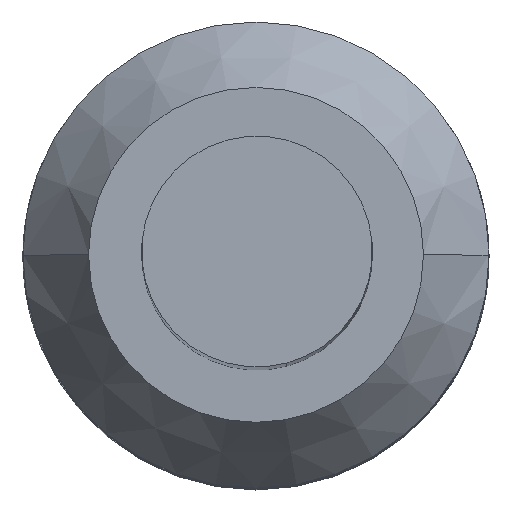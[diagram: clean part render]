
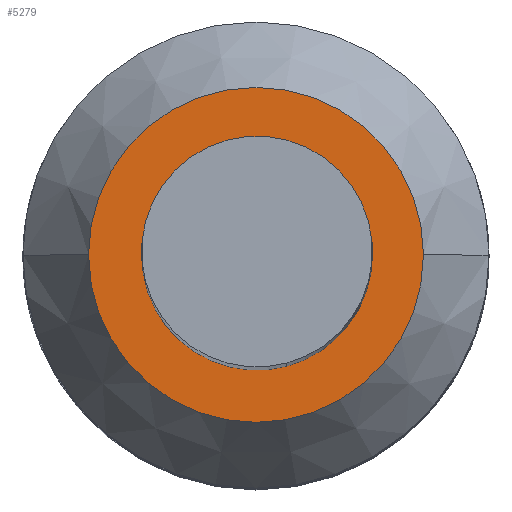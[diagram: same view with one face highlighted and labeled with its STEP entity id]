
A CAD part, top view. The second image highlights one B-rep face of the part: STEP entity #5279.
In plain terms, the highlighted planar face has unit normal (0, 0, 1).
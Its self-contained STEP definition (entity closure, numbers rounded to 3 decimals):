
#70=AXIS2_PLACEMENT_3D('Circle Axis2P3D',#68,#69,$) ;
#109=AXIS2_PLACEMENT_3D('Circle Axis2P3D',#107,#108,$) ;
#136=AXIS2_PLACEMENT_3D('Circle Axis2P3D',#134,#135,$) ;
#162=AXIS2_PLACEMENT_3D('Circle Axis2P3D',#160,#161,$) ;
#5267=AXIS2_PLACEMENT_3D('Plane Axis2P3D',#5264,#5265,#5266) ;
#65=CARTESIAN_POINT('Vertex',(5.832,2.691,33.7)) ;
#68=CARTESIAN_POINT('Axis2P3D Location',(5.172,5.154,33.7)) ;
#72=CARTESIAN_POINT('Vertex',(7.722,5.154,33.7)) ;
#76=CARTESIAN_POINT('Control Point',(7.722,5.154,33.7)) ;
#77=CARTESIAN_POINT('Control Point',(7.722,6.089,33.7)) ;
#78=CARTESIAN_POINT('Control Point',(7.296,7.025,33.7)) ;
#79=CARTESIAN_POINT('Control Point',(6.43,7.69,33.7)) ;
#80=CARTESIAN_POINT('Control Point',(5.415,7.859,33.7)) ;
#81=CARTESIAN_POINT('Control Point',(4.512,7.617,33.7)) ;
#82=CARTESIAN_POINT('Vertex',(4.512,7.617,33.7)) ;
#99=CARTESIAN_POINT('Control Point',(4.512,7.617,33.7)) ;
#100=CARTESIAN_POINT('Control Point',(3.706,7.401,33.7)) ;
#101=CARTESIAN_POINT('Control Point',(2.99,6.829,33.7)) ;
#102=CARTESIAN_POINT('Control Point',(2.622,5.988,33.7)) ;
#103=CARTESIAN_POINT('Control Point',(2.622,5.154,33.7)) ;
#104=CARTESIAN_POINT('Vertex',(2.622,5.154,33.7)) ;
#107=CARTESIAN_POINT('Axis2P3D Location',(5.172,5.154,33.7)) ;
#129=CARTESIAN_POINT('Vertex',(8.85,5.15,33.7)) ;
#134=CARTESIAN_POINT('Axis2P3D Location',(5.15,5.15,33.7)) ;
#138=CARTESIAN_POINT('Vertex',(1.45,5.15,33.7)) ;
#160=CARTESIAN_POINT('Axis2P3D Location',(5.15,5.15,33.7)) ;
#5264=CARTESIAN_POINT('Axis2P3D Location',(5.15,1.45,33.7)) ;
#69=DIRECTION('Axis2P3D Direction',(-0.,0.,1.)) ;
#108=DIRECTION('Axis2P3D Direction',(-0.,0.,1.)) ;
#135=DIRECTION('Axis2P3D Direction',(0.,0.,-1.)) ;
#161=DIRECTION('Axis2P3D Direction',(0.,0.,-1.)) ;
#5265=DIRECTION('Axis2P3D Direction',(0.,0.,1.)) ;
#5266=DIRECTION('Axis2P3D XDirection',(1.,0.,0.)) ;
#5270=ORIENTED_EDGE('',*,*,#140,.F.) ;
#5271=ORIENTED_EDGE('',*,*,#164,.F.) ;
#5274=ORIENTED_EDGE('',*,*,#74,.F.) ;
#5275=ORIENTED_EDGE('',*,*,#111,.F.) ;
#5276=ORIENTED_EDGE('',*,*,#106,.F.) ;
#5277=ORIENTED_EDGE('',*,*,#84,.F.) ;
#5278=FACE_BOUND('',#5273,.T.) ;
#5279=ADVANCED_FACE('Hauptk\X2\00F6\X0\rper',(#5272,#5278),#5268,.T.) ;
#75=B_SPLINE_CURVE_WITH_KNOTS('',5,(#76,#77,#78,#79,#80,#81),.UNSPECIFIED.,.F.,.U.,(6,6),(-2.337,2.337),.UNSPECIFIED.) ;
#98=B_SPLINE_CURVE_WITH_KNOTS('',4,(#99,#100,#101,#102,#103),.UNSPECIFIED.,.F.,.U.,(5,5),(-1.669,1.669),.UNSPECIFIED.) ;
#71=CIRCLE('generated circle',#70,2.55) ;
#110=CIRCLE('generated circle',#109,2.55) ;
#137=CIRCLE('generated circle',#136,3.7) ;
#163=CIRCLE('generated circle',#162,3.7) ;
#74=EDGE_CURVE('',#66,#73,#71,.T.) ;
#84=EDGE_CURVE('',#73,#83,#75,.T.) ;
#106=EDGE_CURVE('',#83,#105,#98,.T.) ;
#111=EDGE_CURVE('',#105,#66,#110,.T.) ;
#140=EDGE_CURVE('',#130,#139,#137,.T.) ;
#164=EDGE_CURVE('',#139,#130,#163,.T.) ;
#5269=EDGE_LOOP('',(#5270,#5271)) ;
#5273=EDGE_LOOP('',(#5274,#5275,#5276,#5277)) ;
#5272=FACE_OUTER_BOUND('',#5269,.T.) ;
#5268=PLANE('',#5267) ;
#66=VERTEX_POINT('',#65) ;
#73=VERTEX_POINT('',#72) ;
#83=VERTEX_POINT('',#82) ;
#105=VERTEX_POINT('',#104) ;
#130=VERTEX_POINT('',#129) ;
#139=VERTEX_POINT('',#138) ;
